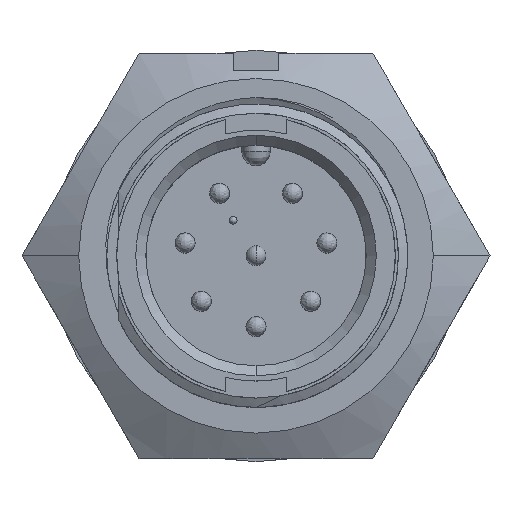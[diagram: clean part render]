
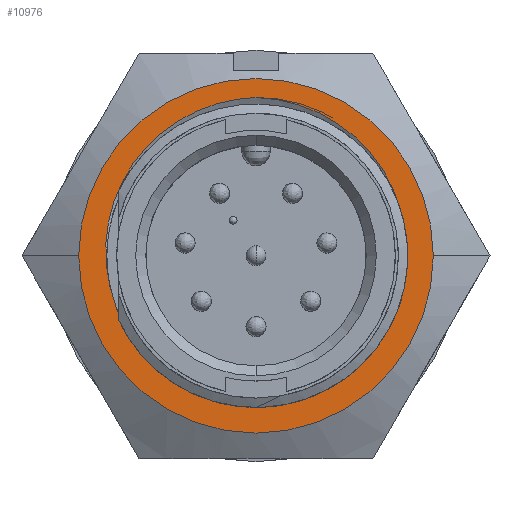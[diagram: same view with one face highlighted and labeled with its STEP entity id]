
A CAD part, top view. The second image highlights one B-rep face of the part: STEP entity #10976.
In plain terms, the highlighted planar face has unit normal (0, 0, 1).
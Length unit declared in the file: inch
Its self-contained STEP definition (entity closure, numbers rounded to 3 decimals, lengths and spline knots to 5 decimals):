
#36 = DIRECTION ( 'NONE',  ( -1., 0., 0. ) ) ;
#37 = DIRECTION ( 'NONE',  ( 0., 0., -1. ) ) ;
#38 = CARTESIAN_POINT ( 'NONE',  ( -0.23094, -0.4, -0.319 ) ) ;
#39 = PLANE ( 'NONE',  #6010 ) ;
#40 = DIRECTION ( 'NONE',  ( -1., 0., 0. ) ) ;
#41 = DIRECTION ( 'NONE',  ( 0., 0., -1. ) ) ;
#42 = CARTESIAN_POINT ( 'NONE',  ( 0., 0., -0.319 ) ) ;
#93 = DIRECTION ( 'NONE',  ( -1., 0., 0. ) ) ;
#94 = DIRECTION ( 'NONE',  ( 0., 0., -1. ) ) ;
#95 = CARTESIAN_POINT ( 'NONE',  ( 0., 0., -0.319 ) ) ;
#1789 = CARTESIAN_POINT ( 'NONE',  ( 0., 0.3125, -0.319 ) ) ;
#1790 = CARTESIAN_POINT ( 'NONE',  ( -0.02255, 0.3118, -0.319 ) ) ;
#1791 = CARTESIAN_POINT ( 'NONE',  ( -0.04463, 0.30867, -0.319 ) ) ;
#1792 = CARTESIAN_POINT ( 'NONE',  ( -0.08787, 0.29771, -0.319 ) ) ;
#1793 = CARTESIAN_POINT ( 'NONE',  ( -0.10919, 0.28975, -0.319 ) ) ;
#1794 = CARTESIAN_POINT ( 'NONE',  ( -0.14898, 0.26972, -0.319 ) ) ;
#1795 = CARTESIAN_POINT ( 'NONE',  ( -0.16771, 0.25762, -0.319 ) ) ;
#1796 = CARTESIAN_POINT ( 'NONE',  ( -0.20268, 0.22913, -0.319 ) ) ;
#1797 = CARTESIAN_POINT ( 'NONE',  ( -0.21833, 0.21326, -0.319 ) ) ;
#1798 = CARTESIAN_POINT ( 'NONE',  ( -0.24592, 0.17827, -0.319 ) ) ;
#1799 = CARTESIAN_POINT ( 'NONE',  ( -0.25794, 0.15893, -0.319 ) ) ;
#1800 = CARTESIAN_POINT ( 'NONE',  ( -0.27709, 0.11868, -0.319 ) ) ;
#1802 = CARTESIAN_POINT ( 'NONE',  ( -0.28439, 0.09763, -0.319 ) ) ;
#1803 = CARTESIAN_POINT ( 'NONE',  ( -0.29428, 0.05361, -0.319 ) ) ;
#1804 = CARTESIAN_POINT ( 'NONE',  ( -0.29669, 0.03139, -0.319 ) ) ;
#1806 = CARTESIAN_POINT ( 'NONE',  ( -0.29661, -0.00217, -0.319 ) ) ;
#1807 = CARTESIAN_POINT ( 'NONE',  ( -0.29595, -0.01345, -0.319 ) ) ;
#1808 = CARTESIAN_POINT ( 'NONE',  ( -0.29332, -0.03581, -0.319 ) ) ;
#1809 = CARTESIAN_POINT ( 'NONE',  ( -0.29136, -0.0469, -0.319 ) ) ;
#1810 = CARTESIAN_POINT ( 'NONE',  ( -0.28876, -0.05788, -0.319 ) ) ;
#4946 = DIRECTION ( 'NONE',  ( 1., 0., 0. ) ) ;
#5078 = CARTESIAN_POINT ( 'NONE',  ( 0., 0., -0.319 ) ) ;
#5299 = DIRECTION ( 'NONE',  ( 0., 0., 1. ) ) ;
#5353 = CARTESIAN_POINT ( 'NONE',  ( 0., 0.3125, -0.319 ) ) ;
#5466 = CARTESIAN_POINT ( 'NONE',  ( -0.28876, -0.05788, -0.319 ) ) ;
#5508 = CARTESIAN_POINT ( 'NONE',  ( 0.28876, -0.05788, -0.319 ) ) ;
#5558 = CARTESIAN_POINT ( 'NONE',  ( -0.35, 0., -0.319 ) ) ;
#5603 = CARTESIAN_POINT ( 'NONE',  ( 0.35, 0., -0.319 ) ) ;
#5825 = AXIS2_PLACEMENT_3D ( 'NONE', #5078, #5299, #4946 ) ;
#5996 = AXIS2_PLACEMENT_3D ( 'NONE', #42, #41, #40 ) ;
#6002 = FACE_BOUND ( 'NONE', #6641, .T. ) ;
#6010 = AXIS2_PLACEMENT_3D ( 'NONE', #38, #37, #36 ) ;
#6075 = FACE_OUTER_BOUND ( 'NONE', #6640, .T. ) ;
#6113 = AXIS2_PLACEMENT_3D ( 'NONE', #95, #94, #93 ) ;
#6321 = VERTEX_POINT ( 'NONE', #5603 ) ;
#6386 = VERTEX_POINT ( 'NONE', #5353 ) ;
#6403 = VERTEX_POINT ( 'NONE', #5508 ) ;
#6408 = VERTEX_POINT ( 'NONE', #5558 ) ;
#6417 = VERTEX_POINT ( 'NONE', #5466 ) ;
#6640 = EDGE_LOOP ( 'NONE', ( #10508, #9862 ) ) ;
#6641 = EDGE_LOOP ( 'NONE', ( #9958, #10285, #9860 ) ) ;
#9505 = B_SPLINE_CURVE_WITH_KNOTS ( 'NONE', 3,
 ( #1810, #1809, #1808, #1807, #1806, #1804, #1803, #1802, #1800, #1799, #1798, #1797, #1796, #1795, #1794, #1793, #1792, #1791, #1790, #1789 ),
 .UNSPECIFIED., .F., .F.,
 ( 4, 2, 2, 2, 2, 2, 2, 2, 2, 4 ),
 ( 0., 0.00086, 0.00171, 0.00343, 0.00514, 0.00686, 0.00857, 0.01029, 0.012, 0.01372 ),
 .UNSPECIFIED. ) ;
#9508 = B_SPLINE_CURVE_WITH_KNOTS ( 'NONE', 3,
 ( #11400, #11399, #11398, #11397, #11396, #11395, #11394, #11393, #11392, #11391, #11390, #11389, #11388, #11387, #11386, #11385, #11384, #11383, #11382, #11381, #11380, #11378, #11377, #11376 ),
 .UNSPECIFIED., .F., .F.,
 ( 4, 2, 2, 2, 2, 2, 2, 2, 2, 2, 2, 4 ),
 ( 0., 0.00086, 0.00171, 0.00343, 0.00514, 0.00686, 0.00857, 0.00943, 0.01029, 0.01115, 0.012, 0.01372 ),
 .UNSPECIFIED. ) ;
#9860 = ORIENTED_EDGE ( 'NONE', *, *, #10835, .T. ) ;
#9862 = ORIENTED_EDGE ( 'NONE', *, *, #10958, .F. ) ;
#9958 = ORIENTED_EDGE ( 'NONE', *, *, #10998, .T. ) ;
#10285 = ORIENTED_EDGE ( 'NONE', *, *, #10543, .F. ) ;
#10508 = ORIENTED_EDGE ( 'NONE', *, *, #10975, .F. ) ;
#10543 = EDGE_CURVE ( 'NONE', #6417, #6403, #10984, .T. ) ;
#10835 = EDGE_CURVE ( 'NONE', #6417, #6386, #9505, .T. ) ;
#10846 = CIRCLE ( 'NONE', #6113, 0.35 ) ;
#10958 = EDGE_CURVE ( 'NONE', #6321, #6408, #10846, .T. ) ;
#10975 = EDGE_CURVE ( 'NONE', #6408, #6321, #11049, .T. ) ;
#10976 = ADVANCED_FACE ( 'NONE', ( #6075, #6002 ), #39, .F. ) ;
#10984 = CIRCLE ( 'NONE', #5825, 0.2945 ) ;
#10998 = EDGE_CURVE ( 'NONE', #6386, #6403, #9508, .T. ) ;
#11049 = CIRCLE ( 'NONE', #5996, 0.35 ) ;
#11376 = CARTESIAN_POINT ( 'NONE',  ( 0.28876, -0.05788, -0.319 ) ) ;
#11377 = CARTESIAN_POINT ( 'NONE',  ( 0.29396, -0.03591, -0.319 ) ) ;
#11378 = CARTESIAN_POINT ( 'NONE',  ( 0.29655, -0.01376, -0.319 ) ) ;
#11380 = CARTESIAN_POINT ( 'NONE',  ( 0.29668, 0.01975, -0.319 ) ) ;
#11381 = CARTESIAN_POINT ( 'NONE',  ( 0.2961, 0.03103, -0.319 ) ) ;
#11382 = CARTESIAN_POINT ( 'NONE',  ( 0.29367, 0.05338, -0.319 ) ) ;
#11383 = CARTESIAN_POINT ( 'NONE',  ( 0.29184, 0.06439, -0.319 ) ) ;
#11384 = CARTESIAN_POINT ( 'NONE',  ( 0.28699, 0.08612, -0.319 ) ) ;
#11385 = CARTESIAN_POINT ( 'NONE',  ( 0.28397, 0.09682, -0.319 ) ) ;
#11386 = CARTESIAN_POINT ( 'NONE',  ( 0.27672, 0.11792, -0.319 ) ) ;
#11387 = CARTESIAN_POINT ( 'NONE',  ( 0.27247, 0.12837, -0.319 ) ) ;
#11388 = CARTESIAN_POINT ( 'NONE',  ( 0.25801, 0.15885, -0.319 ) ) ;
#11389 = CARTESIAN_POINT ( 'NONE',  ( 0.24628, 0.17775, -0.319 ) ) ;
#11390 = CARTESIAN_POINT ( 'NONE',  ( 0.21875, 0.2128, -0.319 ) ) ;
#11391 = CARTESIAN_POINT ( 'NONE',  ( 0.20277, 0.22902, -0.319 ) ) ;
#11392 = CARTESIAN_POINT ( 'NONE',  ( 0.16827, 0.2572, -0.319 ) ) ;
#11393 = CARTESIAN_POINT ( 'NONE',  ( 0.14961, 0.26937, -0.319 ) ) ;
#11394 = CARTESIAN_POINT ( 'NONE',  ( 0.10934, 0.2897, -0.319 ) ) ;
#11395 = CARTESIAN_POINT ( 'NONE',  ( 0.0884, 0.29754, -0.319 ) ) ;
#11396 = CARTESIAN_POINT ( 'NONE',  ( 0.05587, 0.30584, -0.319 ) ) ;
#11397 = CARTESIAN_POINT ( 'NONE',  ( 0.04479, 0.30803, -0.319 ) ) ;
#11398 = CARTESIAN_POINT ( 'NONE',  ( 0.02249, 0.31119, -0.319 ) ) ;
#11399 = CARTESIAN_POINT ( 'NONE',  ( 0.01128, 0.31215, -0.319 ) ) ;
#11400 = CARTESIAN_POINT ( 'NONE',  ( 0., 0.3125, -0.319 ) ) ;
